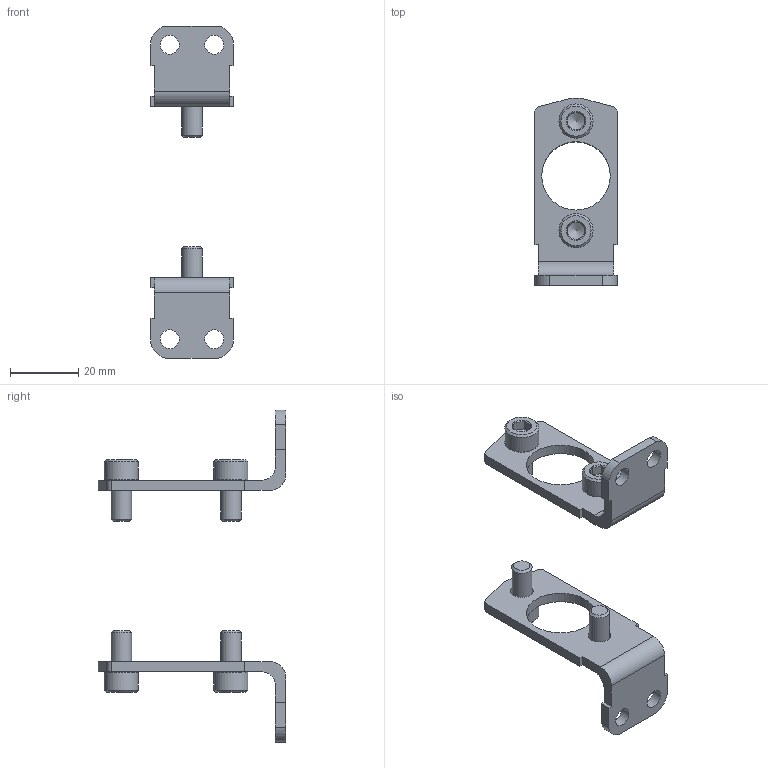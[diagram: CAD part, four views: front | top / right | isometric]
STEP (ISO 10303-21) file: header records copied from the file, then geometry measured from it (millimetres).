
FILE_DESCRIPTION(/* description */ ('STEP AP214'),/* implementation_level */ '2;1');
FILE_NAME(/* name */ '161807_HZF-32',/* time_stamp */ '2024-08-29T13:45:37+02:00',/* author */ ('License CC BY-ND 4.0'),/* organization */ ('CADENAS'),/* preprocessor_version */ 'ST-DEVELOPER v19.3',/* originating_system */ 'PARTsolutions',/* authorisation */ ' ');
FILE_SCHEMA (('AUTOMOTIVE_DESIGN {1 0 10303 214 3 1 1}'));
Length unit declared in the file: millimetre
Products named in the file (3): 161807 HZF-32---(50); 161807 HZF-32---(F); DIN-912 - M6x12(F)
Assembly tree (6 placements, depth 2):
  161807 HZF-32---(50)
    161807 HZF-32---(F)  x2
    DIN-912 - M6x12(F)  x4
Bounding box: 24 x 54.71 x 97 mm (x, y, z)
Volume: 10615.8 mm3; surface area: 9396.9 mm2
Topology: 6 solids, 6 shells, 170 faces, 384 edges, 230 vertices
Faces by surface type: plane 94, cone 44, cylinder 32
Full cylindrical faces by diameter (mm): 5.5 x4, 6 x4, 6.6 x4, 10 x4, 20 x2
Entity records: 1681 total; most frequent: CARTESIAN_POINT 289, DIRECTION 286, ORIENTED_EDGE 240, EDGE_CURVE 120, AXIS2_PLACEMENT_3D 108, VERTEX_POINT 81, FACE_BOUND 81, EDGE_LOOP 80
